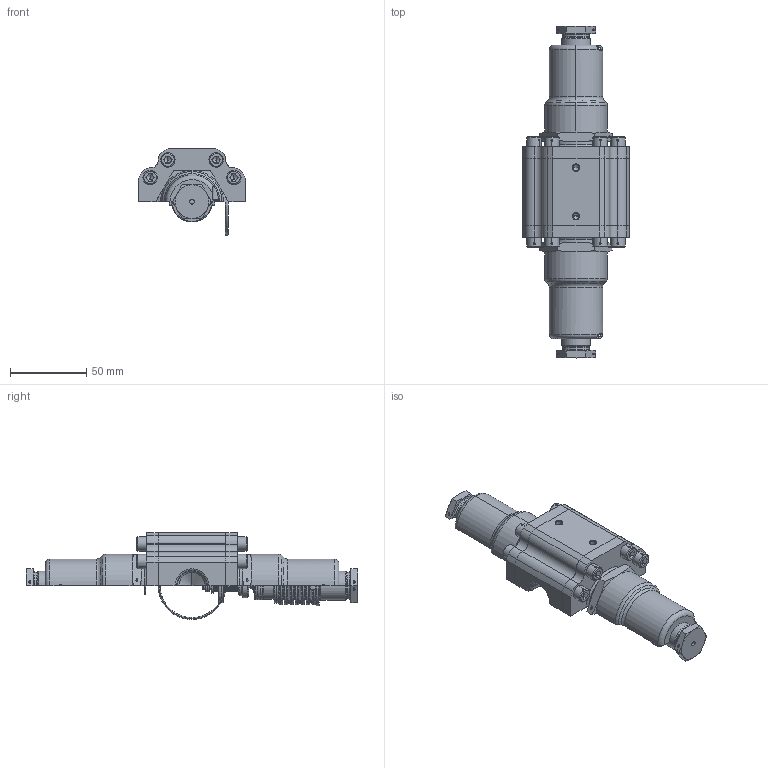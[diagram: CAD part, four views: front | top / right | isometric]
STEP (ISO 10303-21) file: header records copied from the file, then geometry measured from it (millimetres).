
FILE_DESCRIPTION (( 'STEP AP203' ), '1' );
FILE_NAME ('09036000 0.STEP', '2015-08-26T19:36:28', ( '' ), ( '' ), 'SwSTEP 2.0', 'SolidWorks 2015', '' );
FILE_SCHEMA (( 'CONFIG_CONTROL_DESIGN' ));
Length unit declared in the file: inch
Products named in the file (62): 9713K750_9713K75; 98408A126_98408A126; 09036100 0; M8791.1-018; 09036105; 07002107 A; 07002106 A; 09036102 0; 2-009 (O-Ring); 00003170-001 A; 2-009 (Backup Ring); 09036104 0; 70917S Installed; 07002103 A; M25988.1-120; 00003172-001 A; M83412.1-031; 07002104 A; M83412.1-018; AN814-8JL; Socket Head Cap Screw_AI_HD2-SHCS 0.25-28x0.75x0.75-N; M25988.1-016; 09036103 0; 00003182-001 A; 09036000 0; 00003185-001 A; 09036101 0
Assembly tree (79 placements, depth 2):
  AN814-8JL
  Socket Head Cap Screw_AI_HD2-SHCS 0.25-28x0.75x0.75-N
  00003182-001 A
  09036000 0
    09036101 0
    09036100 0
    09036100 0
    00003170-001 A
    00003172-001 A
    00003185-001 A  x2
    2-009 (Backup Ring)
    2-009 (O-Ring)
    70917S Installed
    07002103 A
    09036102 0
    07002104 A
    98408A126_98408A126
    07002106 A
    9713K750_9713K75
    9713K750_9713K75
    9713K750_9713K75
    9713K750_9713K75
    9713K750_9713K75
    9713K750_9713K75
    9713K750_9713K75
    9713K750_9713K75
    9713K750_9713K75
    9713K750_9713K75
    9713K750_9713K75
    9713K750_9713K75
    9713K750_9713K75
    9713K750_9713K75
    07002107 A
    09036104 0
    09036103 0
    00003170-001 A
    00003172-001 A
    2-009 (Backup Ring)
    2-009 (O-Ring)
    70917S Installed
    07002103 A
    09036102 0
    07002104 A
    98408A126_98408A126
    07002106 A
    9713K750_9713K75  x14
    07002107 A
    09036104 0
    09036103 0
    Socket Head Cap Screw_AI_HD2-SHCS 0.25-28x0.75x0.75-N  x8
    09036105
    M8791.1-018
    M25988.1-016
    M25988.1-120
    M83412.1-018
    M83412.1-031
    09036105
    M8791.1-018
    M83412.1-018
    M25988.1-120
Bounding box: 69.85 x 218.24 x 57.15 mm (x, y, z)
Volume: 185622.7 mm3; surface area: 109431.4 mm2
Topology: 89 solids, 89 shells, 1458 faces, 3534 edges, 2193 vertices
Faces by surface type: cone 420, plane 416, cylinder 412, torus 150, bspline 60
Full cylindrical faces by diameter (mm): 1.194 x3
Entity records: 63395 total; most frequent: CARTESIAN_POINT 29681, DIRECTION 5598, ORIENTED_EDGE 5592, EDGE_CURVE 2796, AXIS2_PLACEMENT_3D 2327, VERTEX_POINT 1797, EDGE_LOOP 1215, CIRCLE 1174
